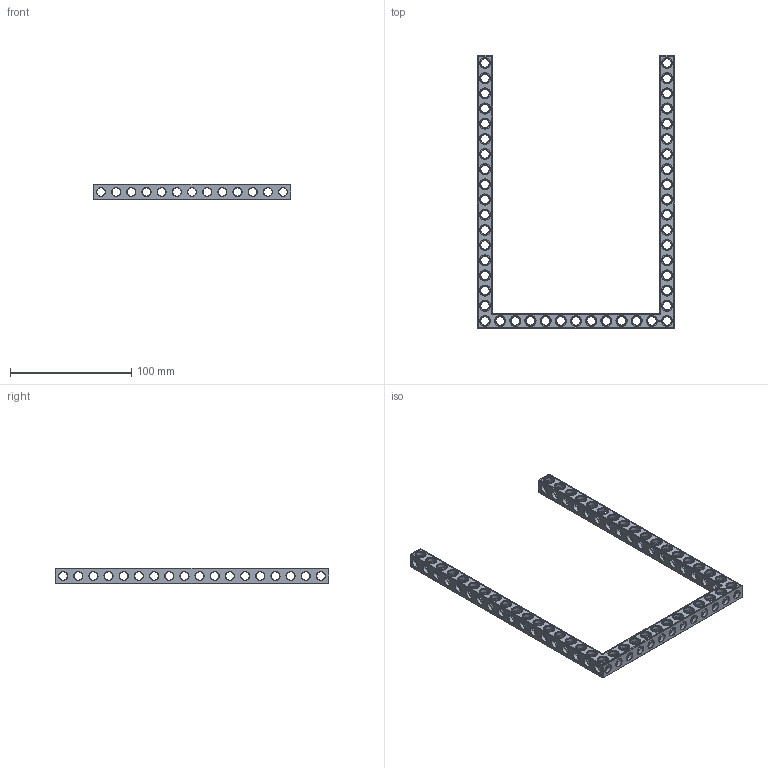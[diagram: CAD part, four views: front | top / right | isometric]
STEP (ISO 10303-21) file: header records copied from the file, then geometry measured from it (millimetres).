
FILE_DESCRIPTION(('FreeCAD Model'),'2;1');
FILE_NAME('Open CASCADE Shape Model','2022-02-26T22:36:00',('Author'),( ''),'Open CASCADE STEP processor 7.5','FreeCAD','Unknown');
FILE_SCHEMA(('AUTOMOTIVE_DESIGN { 1 0 10303 214 1 1 1 1 }'));
Products named in the file (1): Beam AGD ESS USH SYM BU13x18x01 - SPN-BEM-0515 (stemfie.org)
Bounding box: 162.5 x 225 x 12.5 mm (x, y, z)
Volume: 45929.7 mm3; surface area: 40958.1 mm2
Topology: 1 solids, 1 shells, 1049 faces, 3242 edges, 2086 vertices
Faces by surface type: plane 426, cylinder 283, cone 190, extrusion 150
Full cylindrical faces by diameter (mm): 6.98 x38, 7 x198, 9.2 x47
Entity records: 257894 total; most frequent: CARTESIAN_POINT 197714, DIRECTION 9740, ORIENTED_EDGE 6484, PCURVE 6484, DEFINITIONAL_REPRESENTATION 6484, VECTOR 5847, LINE 5697, EDGE_CURVE 3242
